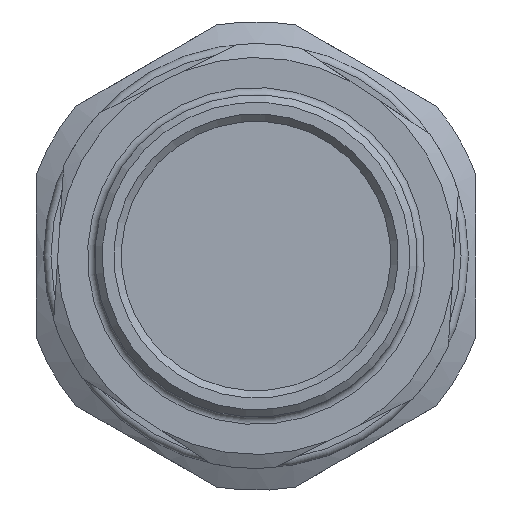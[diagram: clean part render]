
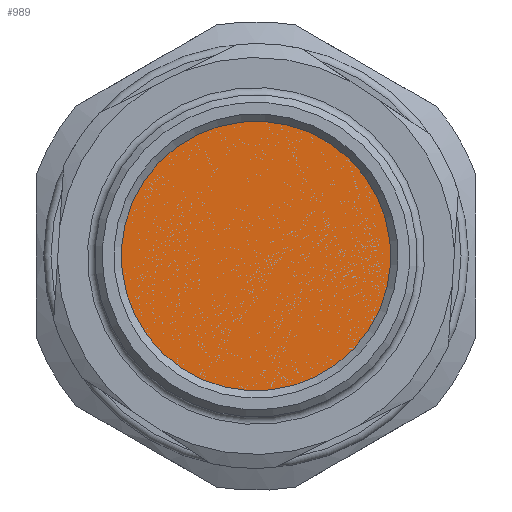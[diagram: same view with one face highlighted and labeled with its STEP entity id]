
A CAD part, front view. The second image highlights one B-rep face of the part: STEP entity #989.
In plain terms, the highlighted planar face has unit normal (0, 1, 0).
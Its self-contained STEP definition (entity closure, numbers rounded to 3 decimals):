
#314=FACE_OUTER_BOUND('',#373,.T.);
#373=EDGE_LOOP('',(#914));
#431=CIRCLE('',#1122,11.);
#517=VERTEX_POINT('',#1774);
#650=EDGE_CURVE('',#517,#517,#431,.T.);
#914=ORIENTED_EDGE('',*,*,#650,.T.);
#934=PLANE('',#1121);
#989=ADVANCED_FACE('',(#314),#934,.T.);
#1121=AXIS2_PLACEMENT_3D('',#1773,#1399,#1400);
#1122=AXIS2_PLACEMENT_3D('',#1775,#1401,#1402);
#1399=DIRECTION('center_axis',(0.,1.,0.));
#1400=DIRECTION('ref_axis',(0.,0.,1.));
#1401=DIRECTION('center_axis',(0.,1.,0.));
#1402=DIRECTION('ref_axis',(-0.998,0.,0.064));
#1773=CARTESIAN_POINT('Origin',(142.238,38.938,120.166));
#1774=CARTESIAN_POINT('',(131.261,38.938,120.875));
#1775=CARTESIAN_POINT('Origin',(142.238,38.938,120.166));
